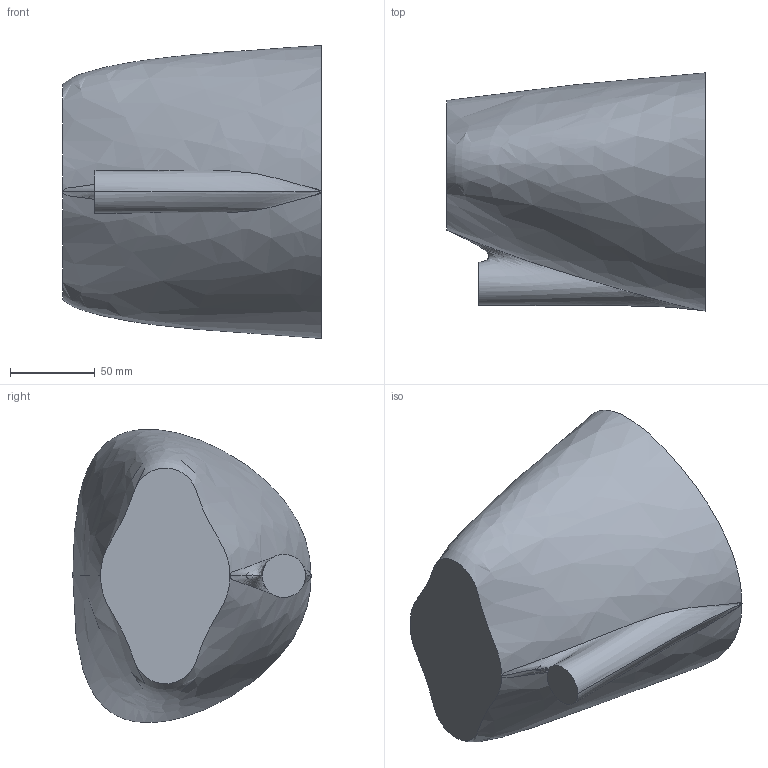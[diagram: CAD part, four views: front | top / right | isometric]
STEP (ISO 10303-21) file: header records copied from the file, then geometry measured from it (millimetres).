
FILE_DESCRIPTION (( 'STEP AP214' ), '1' );
FILE_NAME ('Cowling.STEP', '2022-10-04T04:13:49', ( '' ), ( '' ), 'SwSTEP 2.0', 'SolidWorks 2022', '' );
FILE_SCHEMA (( 'AUTOMOTIVE_DESIGN' ));
Length unit declared in the file: inch
Products named in the file (1): Cowling
Bounding box: 152.4 x 140.24 x 172.49 mm (x, y, z)
Volume: 467641.3 mm3; surface area: 143565.2 mm2
Topology: 1 solids, 1 shells, 11 faces, 33 edges, 25 vertices
Faces by surface type: bspline 7, plane 4
Entity records: 14690 total; most frequent: CARTESIAN_POINT 14398, ORIENTED_EDGE 66, EDGE_CURVE 33, DIRECTION 30, VERTEX_POINT 25, B_SPLINE_CURVE_WITH_KNOTS 23, AXIS2_PLACEMENT_3D 15, EDGE_LOOP 12
